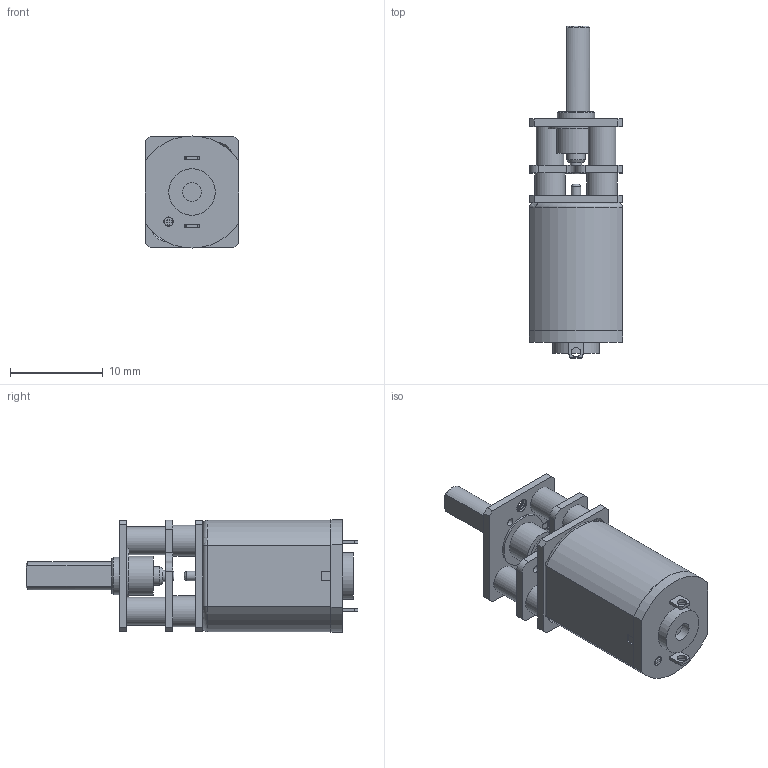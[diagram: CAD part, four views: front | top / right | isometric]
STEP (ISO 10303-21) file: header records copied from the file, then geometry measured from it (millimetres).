
FILE_DESCRIPTION(/* description */ (''),/* implementation_level */ '2;1');
FILE_NAME(/* name */ 'ProtoBot N20 Motor.step',/* time_stamp */ '2026-02-16T12:00:04+01:00',/* author */ (''),/* organization */ (''),/* preprocessor_version */ 'ST-DEVELOPER v20.1',/* originating_system */ 'Autodesk Translation Framework v14.21.0.0',/* authorisation */ '');
FILE_SCHEMA (('AUTOMOTIVE_DESIGN { 1 0 10303 214 3 1 1 }'));
Length unit declared in the file: millimetre
Products named in the file (15): FlatRover; GM12-N20VA-12115-50 MOTOR20240724; 02; 01; 1035-0002; 1035-0006; 1035-0006_1; 1035-0003; 1035-0007; 1035-0007_1; 1035-0004; GM12Êä³öÖá; ÏÞÎ»Ì×; ³ÄÌ×; N20-08135-1
Assembly tree (14 placements, depth 5):
  FlatRover
    GM12-N20VA-12115-50 MOTOR20240724
      02
        01
          1035-0002
        1035-0006
        1035-0006_1
      1035-0003
      1035-0007
      1035-0007_1
      1035-0004
      GM12Êä³öÖá
      ÏÞÎ»Ì×
      ³ÄÌ×
      N20-08135-1
Bounding box: 10.02 x 35.7 x 12.05 mm (x, y, z)
Volume: 1997.4 mm3; surface area: 2159.9 mm2
Topology: 11 solids, 11 shells, 252 faces, 613 edges, 407 vertices
Faces by surface type: plane 142, cylinder 71, cone 17, bspline 13, torus 9
Full cylindrical faces by diameter (mm): 0.5 x1, 0.8 x4, 0.9 x4, 1 x4, 1.2 x1, 1.25 x1, 1.3 x2, 1.4 x2, 1.6 x2, 2 x6, 2.4 x8, 3 x5, 3.3 x2, 4 x4, 4.2 x1, 5 x1, 5.933 x1
Entity records: 9998 total; most frequent: CARTESIAN_POINT 3281, DIRECTION 1275, ORIENTED_EDGE 1224, EDGE_CURVE 612, AXIS2_PLACEMENT_3D 452, VERTEX_POINT 407, LINE 371, VECTOR 371
